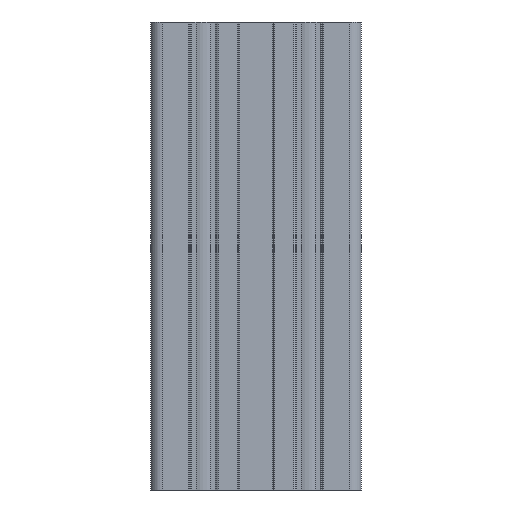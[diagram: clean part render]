
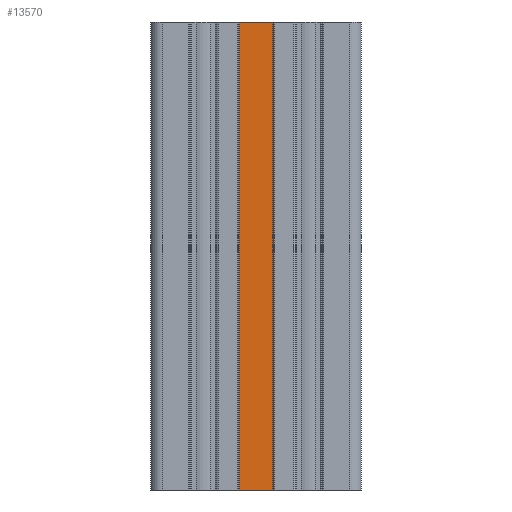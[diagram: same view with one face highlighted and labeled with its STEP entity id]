
A CAD part, front view. The second image highlights one B-rep face of the part: STEP entity #13570.
In plain terms, the highlighted planar face has unit normal (0, -1, 0).
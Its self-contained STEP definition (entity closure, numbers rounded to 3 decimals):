
#2161 = CARTESIAN_POINT ( 'NONE',  ( -7.2, -89., -200. ) ) ;
#2227 = DIRECTION ( 'NONE',  ( 0., -1., 0. ) ) ;
#2647 = VERTEX_POINT ( 'NONE', #28247 ) ;
#2735 = LINE ( 'NONE', #2161, #16944 ) ;
#2798 = PLANE ( 'NONE',  #26422 ) ;
#2977 = LINE ( 'NONE', #35578, #8093 ) ;
#3010 = CARTESIAN_POINT ( 'NONE',  ( -7.2, -89., 0. ) ) ;
#4449 = VERTEX_POINT ( 'NONE', #8102 ) ;
#5599 = EDGE_CURVE ( 'NONE', #4449, #2647, #2735, .T. ) ;
#7530 = ORIENTED_EDGE ( 'NONE', *, *, #32094, .F. ) ;
#8093 = VECTOR ( 'NONE', #8835, 1000. ) ;
#8102 = CARTESIAN_POINT ( 'NONE',  ( -7.2, -89., -200. ) ) ;
#8835 = DIRECTION ( 'NONE',  ( 0., 0., 1. ) ) ;
#9346 = EDGE_LOOP ( 'NONE', ( #7530, #17794, #23008, #26248 ) ) ;
#10389 = CARTESIAN_POINT ( 'NONE',  ( 7.2, -89., 0. ) ) ;
#13052 = EDGE_CURVE ( 'NONE', #2647, #32931, #19283, .T. ) ;
#13570 = ADVANCED_FACE ( 'NONE', ( #19975 ), #2798, .T. ) ;
#13733 = VERTEX_POINT ( 'NONE', #23849 ) ;
#14064 = DIRECTION ( 'NONE',  ( 1., 0., 0. ) ) ;
#15150 = VECTOR ( 'NONE', #19089, 1000. ) ;
#16944 = VECTOR ( 'NONE', #14064, 1000. ) ;
#17040 = CARTESIAN_POINT ( 'NONE',  ( -7.2, -89., -200. ) ) ;
#17794 = ORIENTED_EDGE ( 'NONE', *, *, #20027, .F. ) ;
#19089 = DIRECTION ( 'NONE',  ( 0., 0., 1. ) ) ;
#19283 = LINE ( 'NONE', #37268, #15150 ) ;
#19975 = FACE_OUTER_BOUND ( 'NONE', #9346, .T. ) ;
#20027 = EDGE_CURVE ( 'NONE', #4449, #13733, #2977, .T. ) ;
#23008 = ORIENTED_EDGE ( 'NONE', *, *, #5599, .T. ) ;
#23849 = CARTESIAN_POINT ( 'NONE',  ( -7.2, -89., 0. ) ) ;
#24257 = LINE ( 'NONE', #3010, #27974 ) ;
#26248 = ORIENTED_EDGE ( 'NONE', *, *, #13052, .T. ) ;
#26422 = AXIS2_PLACEMENT_3D ( 'NONE', #17040, #2227, #38529 ) ;
#27974 = VECTOR ( 'NONE', #33454, 1000. ) ;
#28247 = CARTESIAN_POINT ( 'NONE',  ( 7.2, -89., -200. ) ) ;
#32094 = EDGE_CURVE ( 'NONE', #13733, #32931, #24257, .T. ) ;
#32931 = VERTEX_POINT ( 'NONE', #10389 ) ;
#33454 = DIRECTION ( 'NONE',  ( 1., 0., 0. ) ) ;
#35578 = CARTESIAN_POINT ( 'NONE',  ( -7.2, -89., -200. ) ) ;
#37268 = CARTESIAN_POINT ( 'NONE',  ( 7.2, -89., -200. ) ) ;
#38529 = DIRECTION ( 'NONE',  ( 0., 0., -1. ) ) ;
